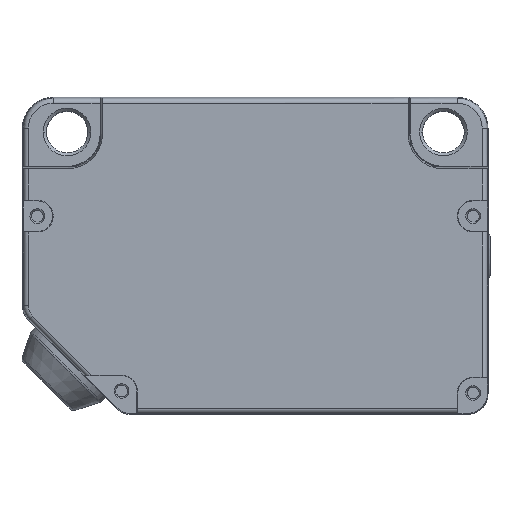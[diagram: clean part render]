
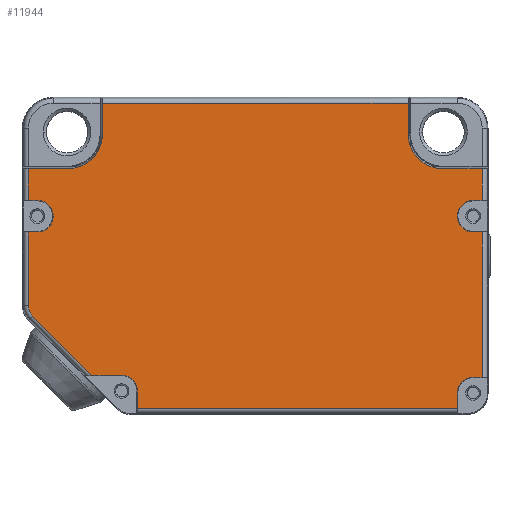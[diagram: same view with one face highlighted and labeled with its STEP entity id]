
A CAD part, top view. The second image highlights one B-rep face of the part: STEP entity #11944.
In plain terms, the highlighted planar face has unit normal (0, 0, 1).
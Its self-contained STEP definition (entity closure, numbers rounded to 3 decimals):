
#11045=DIRECTION('',(-1.,0.,0.));
#11046=VECTOR('',#11045,0.907);
#11047=CARTESIAN_POINT('',(-22.,5.595,10.675));
#11048=LINE('',#11047,#11046);
#11049=DIRECTION('',(1.,0.,0.));
#11050=VECTOR('',#11049,3.982);
#11051=CARTESIAN_POINT('',(-22.907,8.803,10.675));
#11052=LINE('',#11051,#11050);
#11053=CARTESIAN_POINT('',(-18.925,12.3,10.675));
#11054=DIRECTION('',(0.,0.,1.));
#11055=DIRECTION('',(0.,-1.,0.));
#11056=AXIS2_PLACEMENT_3D('',#11053,#11054,#11055);
#11058=DIRECTION('',(0.,1.,0.));
#11059=VECTOR('',#11058,3.107);
#11060=CARTESIAN_POINT('',(-15.428,12.3,10.675));
#11061=LINE('',#11060,#11059);
#11062=DIRECTION('',(0.,-1.,0.));
#11063=VECTOR('',#11062,3.107);
#11064=CARTESIAN_POINT('',(15.428,15.407,10.675));
#11065=LINE('',#11064,#11063);
#11066=CARTESIAN_POINT('',(18.925,12.3,10.675));
#11067=DIRECTION('',(0.,0.,1.));
#11068=DIRECTION('',(-1.,0.,0.));
#11069=AXIS2_PLACEMENT_3D('',#11066,#11067,#11068);
#11071=DIRECTION('',(1.,0.,0.));
#11072=VECTOR('',#11071,3.982);
#11073=CARTESIAN_POINT('',(18.925,8.803,10.675));
#11074=LINE('',#11073,#11072);
#11075=CARTESIAN_POINT('',(22.,4.,10.675));
#11076=DIRECTION('',(0.,0.,1.));
#11077=DIRECTION('',(0.,1.,0.));
#11078=AXIS2_PLACEMENT_3D('',#11075,#11076,#11077);
#11080=CARTESIAN_POINT('',(22.,4.,10.675));
#11081=DIRECTION('',(0.,0.,1.));
#11082=DIRECTION('',(-1.,0.,0.));
#11083=AXIS2_PLACEMENT_3D('',#11080,#11081,#11082);
#11085=DIRECTION('',(1.,0.,0.));
#11086=VECTOR('',#11085,0.907);
#11087=CARTESIAN_POINT('',(22.,2.405,10.675));
#11088=LINE('',#11087,#11086);
#11089=CARTESIAN_POINT('',(22.,-13.85,10.675));
#11090=DIRECTION('',(0.,0.,1.));
#11091=DIRECTION('',(0.,1.,0.));
#11092=AXIS2_PLACEMENT_3D('',#11089,#11090,#11091);
#11094=DIRECTION('',(0.,-1.,0.));
#11095=VECTOR('',#11094,1.557);
#11096=CARTESIAN_POINT('',(20.405,-13.85,10.675));
#11097=LINE('',#11096,#11095);
#11098=CARTESIAN_POINT('',(-13.5,-13.65,10.675));
#11099=DIRECTION('',(0.,0.,1.));
#11100=DIRECTION('',(1.,0.,0.));
#11101=AXIS2_PLACEMENT_3D('',#11098,#11099,#11100);
#11103=DIRECTION('',(-0.707,0.707,0.));
#11104=VECTOR('',#11103,8.428);
#11105=CARTESIAN_POINT('',(-16.506,-12.055,10.675));
#11106=LINE('',#11105,#11104);
#11107=CARTESIAN_POINT('',(-21.4,-5.03,10.675));
#11108=DIRECTION('',(0.,0.,-1.));
#11109=DIRECTION('',(-0.707,-0.707,0.));
#11110=AXIS2_PLACEMENT_3D('',#11107,#11108,#11109);
#11112=CARTESIAN_POINT('',(-22.,4.,10.675));
#11113=DIRECTION('',(0.,0.,1.));
#11114=DIRECTION('',(0.,-1.,0.));
#11115=AXIS2_PLACEMENT_3D('',#11112,#11113,#11114);
#11117=CARTESIAN_POINT('',(-22.,4.,10.675));
#11118=DIRECTION('',(0.,0.,1.));
#11119=DIRECTION('',(1.,0.,0.));
#11120=AXIS2_PLACEMENT_3D('',#11117,#11118,#11119);
#11140=DIRECTION('',(-1.,0.,0.));
#11141=VECTOR('',#11140,0.907);
#11142=CARTESIAN_POINT('',(-22.,2.405,10.675));
#11143=LINE('',#11142,#11141);
#11150=DIRECTION('',(0.,-1.,0.));
#11151=VECTOR('',#11150,7.436);
#11152=CARTESIAN_POINT('',(-22.907,2.405,10.675));
#11153=LINE('',#11152,#11151);
#11224=DIRECTION('',(0.,-1.,0.));
#11225=VECTOR('',#11224,3.208);
#11226=CARTESIAN_POINT('',(-22.907,8.803,10.675));
#11227=LINE('',#11226,#11225);
#11250=DIRECTION('',(-1.,0.,0.));
#11251=VECTOR('',#11250,30.855);
#11252=CARTESIAN_POINT('',(15.428,15.407,10.675));
#11253=LINE('',#11252,#11251);
#11300=DIRECTION('',(0.,1.,0.));
#11301=VECTOR('',#11300,3.208);
#11302=CARTESIAN_POINT('',(22.907,5.595,10.675));
#11303=LINE('',#11302,#11301);
#11308=DIRECTION('',(1.,0.,0.));
#11309=VECTOR('',#11308,0.907);
#11310=CARTESIAN_POINT('',(22.,5.595,10.675));
#11311=LINE('',#11310,#11309);
#11372=DIRECTION('',(0.,1.,0.));
#11373=VECTOR('',#11372,14.661);
#11374=CARTESIAN_POINT('',(22.907,-12.255,10.675));
#11375=LINE('',#11374,#11373);
#11376=DIRECTION('',(1.,0.,0.));
#11377=VECTOR('',#11376,0.907);
#11378=CARTESIAN_POINT('',(22.,-12.255,10.675));
#11379=LINE('',#11378,#11377);
#11408=DIRECTION('',(1.,0.,0.));
#11409=VECTOR('',#11408,32.311);
#11410=CARTESIAN_POINT('',(-11.905,-15.407,10.675));
#11411=LINE('',#11410,#11409);
#11412=DIRECTION('',(0.,-1.,0.));
#11413=VECTOR('',#11412,1.757);
#11414=CARTESIAN_POINT('',(-11.905,-13.65,10.675));
#11415=LINE('',#11414,#11413);
#11424=DIRECTION('',(1.,0.,0.));
#11425=VECTOR('',#11424,3.006);
#11426=CARTESIAN_POINT('',(-16.506,-12.055,10.675));
#11427=LINE('',#11426,#11425);
#11583=CARTESIAN_POINT('',(-11.905,-13.65,10.675));
#11584=CARTESIAN_POINT('',(-11.905,-15.407,10.675));
#11585=VERTEX_POINT('',#11583);
#11586=VERTEX_POINT('',#11584);
#11587=CARTESIAN_POINT('',(-22.,5.595,10.675));
#11588=CARTESIAN_POINT('',(-22.907,5.595,10.675));
#11589=VERTEX_POINT('',#11587);
#11590=VERTEX_POINT('',#11588);
#11591=CARTESIAN_POINT('',(-22.907,8.803,10.675));
#11592=VERTEX_POINT('',#11591);
#11593=CARTESIAN_POINT('',(-18.925,8.803,10.675));
#11594=VERTEX_POINT('',#11593);
#11595=CARTESIAN_POINT('',(-15.428,12.3,10.675));
#11596=VERTEX_POINT('',#11595);
#11597=CARTESIAN_POINT('',(-15.428,15.407,10.675));
#11598=VERTEX_POINT('',#11597);
#11599=CARTESIAN_POINT('',(15.428,15.407,10.675));
#11600=VERTEX_POINT('',#11599);
#11601=CARTESIAN_POINT('',(15.428,12.3,10.675));
#11602=VERTEX_POINT('',#11601);
#11603=CARTESIAN_POINT('',(18.925,8.803,10.675));
#11604=VERTEX_POINT('',#11603);
#11605=CARTESIAN_POINT('',(22.907,8.803,10.675));
#11606=VERTEX_POINT('',#11605);
#11607=CARTESIAN_POINT('',(22.907,5.595,10.675));
#11608=VERTEX_POINT('',#11607);
#11609=CARTESIAN_POINT('',(22.,5.595,10.675));
#11610=VERTEX_POINT('',#11609);
#11611=CARTESIAN_POINT('',(20.405,4.,10.675));
#11612=VERTEX_POINT('',#11611);
#11613=CARTESIAN_POINT('',(22.,2.405,10.675));
#11614=VERTEX_POINT('',#11613);
#11615=CARTESIAN_POINT('',(22.907,2.405,10.675));
#11616=VERTEX_POINT('',#11615);
#11617=CARTESIAN_POINT('',(22.907,-12.255,10.675));
#11618=VERTEX_POINT('',#11617);
#11619=CARTESIAN_POINT('',(22.,-12.255,10.675));
#11620=VERTEX_POINT('',#11619);
#11621=CARTESIAN_POINT('',(20.405,-13.85,10.675));
#11622=VERTEX_POINT('',#11621);
#11623=CARTESIAN_POINT('',(20.405,-15.407,10.675));
#11624=VERTEX_POINT('',#11623);
#11625=CARTESIAN_POINT('',(-13.5,-12.055,10.675));
#11626=VERTEX_POINT('',#11625);
#11627=CARTESIAN_POINT('',(-16.506,-12.055,10.675));
#11628=VERTEX_POINT('',#11627);
#11629=CARTESIAN_POINT('',(-22.466,-6.096,10.675));
#11630=VERTEX_POINT('',#11629);
#11631=CARTESIAN_POINT('',(-22.907,-5.03,10.675));
#11632=VERTEX_POINT('',#11631);
#11633=CARTESIAN_POINT('',(-22.907,2.405,10.675));
#11634=VERTEX_POINT('',#11633);
#11635=CARTESIAN_POINT('',(-22.,2.405,10.675));
#11636=VERTEX_POINT('',#11635);
#11637=CARTESIAN_POINT('',(-20.405,4.,10.675));
#11638=VERTEX_POINT('',#11637);
#11882=CARTESIAN_POINT('',(0.,0.,10.675));
#11883=DIRECTION('',(0.,0.,1.));
#11884=DIRECTION('',(1.,0.,0.));
#11885=AXIS2_PLACEMENT_3D('',#11882,#11883,#11884);
#11886=PLANE('',#11885);
#11888=ORIENTED_EDGE('',*,*,#11887,.T.);
#11890=ORIENTED_EDGE('',*,*,#11889,.F.);
#11892=ORIENTED_EDGE('',*,*,#11891,.T.);
#11894=ORIENTED_EDGE('',*,*,#11893,.T.);
#11896=ORIENTED_EDGE('',*,*,#11895,.T.);
#11898=ORIENTED_EDGE('',*,*,#11897,.F.);
#11900=ORIENTED_EDGE('',*,*,#11899,.T.);
#11902=ORIENTED_EDGE('',*,*,#11901,.T.);
#11904=ORIENTED_EDGE('',*,*,#11903,.T.);
#11906=ORIENTED_EDGE('',*,*,#11905,.F.);
#11908=ORIENTED_EDGE('',*,*,#11907,.F.);
#11910=ORIENTED_EDGE('',*,*,#11909,.T.);
#11912=ORIENTED_EDGE('',*,*,#11911,.T.);
#11914=ORIENTED_EDGE('',*,*,#11913,.T.);
#11916=ORIENTED_EDGE('',*,*,#11915,.F.);
#11918=ORIENTED_EDGE('',*,*,#11917,.F.);
#11920=ORIENTED_EDGE('',*,*,#11919,.T.);
#11922=ORIENTED_EDGE('',*,*,#11921,.T.);
#11924=ORIENTED_EDGE('',*,*,#11923,.F.);
#11926=ORIENTED_EDGE('',*,*,#11925,.F.);
#11928=ORIENTED_EDGE('',*,*,#11927,.T.);
#11930=ORIENTED_EDGE('',*,*,#11929,.F.);
#11932=ORIENTED_EDGE('',*,*,#11931,.T.);
#11933=ORIENTED_EDGE('',*,*,#11872,.T.);
#11935=ORIENTED_EDGE('',*,*,#11934,.F.);
#11937=ORIENTED_EDGE('',*,*,#11936,.F.);
#11939=ORIENTED_EDGE('',*,*,#11938,.T.);
#11941=ORIENTED_EDGE('',*,*,#11940,.T.);
#11942=EDGE_LOOP('',(#11888,#11890,#11892,#11894,#11896,#11898,#11900,#11902,
#11904,#11906,#11908,#11910,#11912,#11914,#11916,#11918,#11920,#11922,#11924,
#11926,#11928,#11930,#11932,#11933,#11935,#11937,#11939,#11941));
#11943=FACE_OUTER_BOUND('',#11942,.F.);
#11057=CIRCLE('',#11056,3.497);
#11070=CIRCLE('',#11069,3.497);
#11079=CIRCLE('',#11078,1.595);
#11084=CIRCLE('',#11083,1.595);
#11093=CIRCLE('',#11092,1.595);
#11102=CIRCLE('',#11101,1.595);
#11111=CIRCLE('',#11110,1.507);
#11116=CIRCLE('',#11115,1.595);
#11121=CIRCLE('',#11120,1.595);
#11872=EDGE_CURVE('',#11630,#11632,#11111,.T.);
#11887=EDGE_CURVE('',#11589,#11590,#11048,.T.);
#11889=EDGE_CURVE('',#11592,#11590,#11227,.T.);
#11891=EDGE_CURVE('',#11592,#11594,#11052,.T.);
#11893=EDGE_CURVE('',#11594,#11596,#11057,.T.);
#11895=EDGE_CURVE('',#11596,#11598,#11061,.T.);
#11897=EDGE_CURVE('',#11600,#11598,#11253,.T.);
#11899=EDGE_CURVE('',#11600,#11602,#11065,.T.);
#11901=EDGE_CURVE('',#11602,#11604,#11070,.T.);
#11903=EDGE_CURVE('',#11604,#11606,#11074,.T.);
#11905=EDGE_CURVE('',#11608,#11606,#11303,.T.);
#11907=EDGE_CURVE('',#11610,#11608,#11311,.T.);
#11909=EDGE_CURVE('',#11610,#11612,#11079,.T.);
#11911=EDGE_CURVE('',#11612,#11614,#11084,.T.);
#11913=EDGE_CURVE('',#11614,#11616,#11088,.T.);
#11915=EDGE_CURVE('',#11618,#11616,#11375,.T.);
#11917=EDGE_CURVE('',#11620,#11618,#11379,.T.);
#11919=EDGE_CURVE('',#11620,#11622,#11093,.T.);
#11921=EDGE_CURVE('',#11622,#11624,#11097,.T.);
#11923=EDGE_CURVE('',#11586,#11624,#11411,.T.);
#11925=EDGE_CURVE('',#11585,#11586,#11415,.T.);
#11927=EDGE_CURVE('',#11585,#11626,#11102,.T.);
#11929=EDGE_CURVE('',#11628,#11626,#11427,.T.);
#11931=EDGE_CURVE('',#11628,#11630,#11106,.T.);
#11934=EDGE_CURVE('',#11634,#11632,#11153,.T.);
#11936=EDGE_CURVE('',#11636,#11634,#11143,.T.);
#11938=EDGE_CURVE('',#11636,#11638,#11116,.T.);
#11940=EDGE_CURVE('',#11638,#11589,#11121,.T.);
#11944=ADVANCED_FACE('',(#11943),#11886,.T.);
